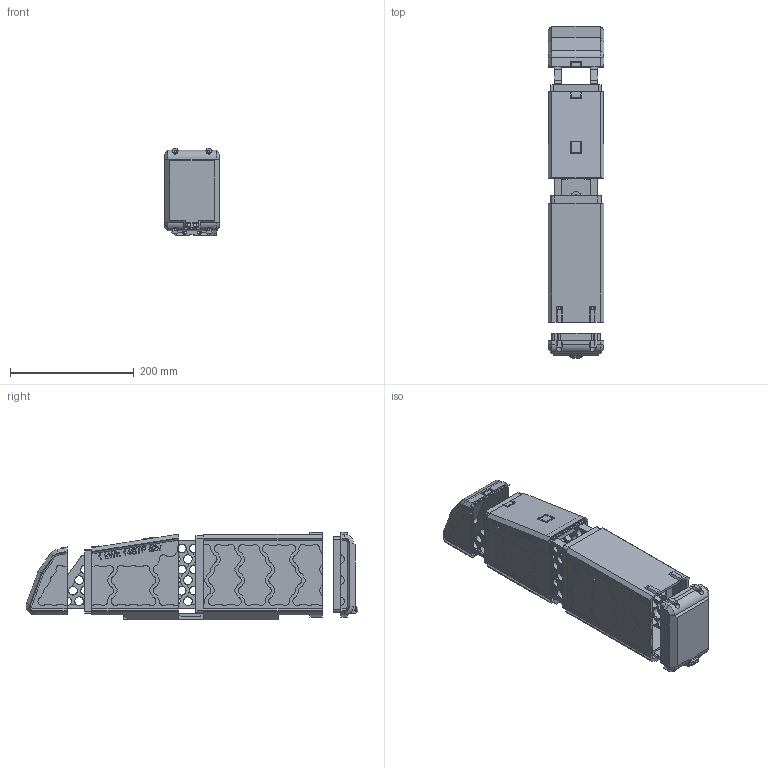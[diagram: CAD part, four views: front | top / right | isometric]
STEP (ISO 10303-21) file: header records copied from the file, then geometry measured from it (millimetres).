
FILE_DESCRIPTION(/* description */ (''),/* implementation_level */ '2;1');
FILE_NAME(/* name */ 'akkukotelo v16.step',/* time_stamp */ '2020-04-26T00:54:51+03:00',/* author */ (''),/* organization */ (''),/* preprocessor_version */ 'ST-DEVELOPER v18.1',/* originating_system */ 'Autodesk Translation Framework v9.2.0.1227',/* authorisation */ '');
FILE_SCHEMA (('AUTOMOTIVE_DESIGN { 1 0 10303 214 3 1 1 }'));
Products named in the file (2): akkukotelo; akkuv2
Assembly tree (1 placements, depth 2):
  akkukotelo
    akkuv2
Bounding box: 90 x 535.79 x 141.5 mm (x, y, z)
Volume: 1595249.5 mm3; surface area: 710897.1 mm2
Topology: 8 solids, 8 shells, 2308 faces, 6585 edges, 4378 vertices
Faces by surface type: plane 1415, cylinder 650, bspline 217, cone 24, torus 2
Full cylindrical faces by diameter (mm): 4 x8, 4.2 x2, 5 x1, 6 x5, 14 x194, 15 x1, 18.5 x196
Entity records: 78571 total; most frequent: CARTESIAN_POINT 17244, ORIENTED_EDGE 13170, DIRECTION 12057, EDGE_CURVE 6585, LINE 4383, VECTOR 4383, VERTEX_POINT 4378, AXIS2_PLACEMENT_3D 3837
